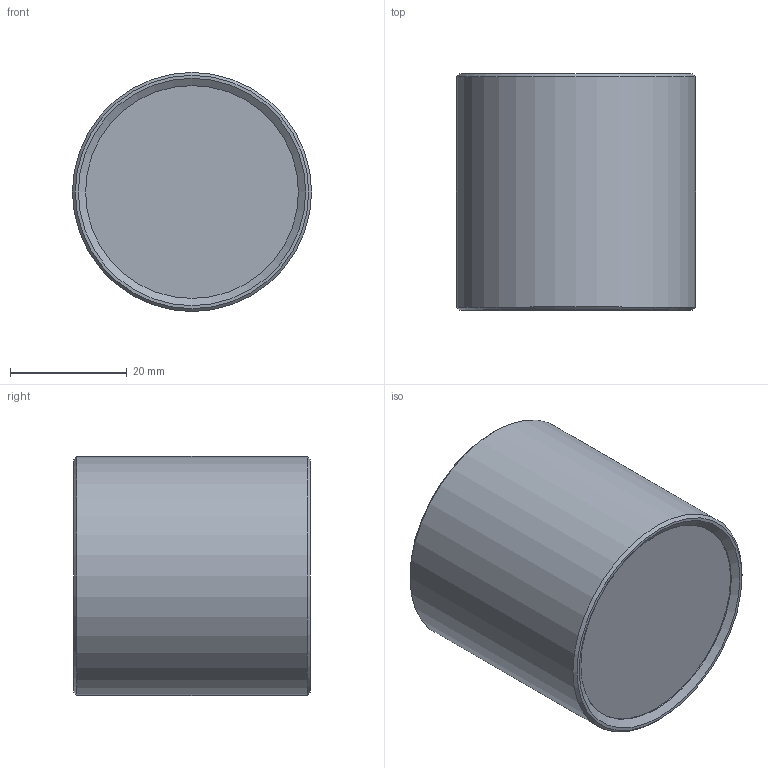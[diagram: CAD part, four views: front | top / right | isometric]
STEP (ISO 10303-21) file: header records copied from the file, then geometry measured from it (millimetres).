
FILE_DESCRIPTION (( 'STEP AP203' ), '1' );
FILE_NAME ('670034.STEP', '2025-05-23T04:03:53', ( 'Windows User' ), ( 'P R C' ), 'SwSTEP 2.0', 'SolidWorks 2020', '' );
FILE_SCHEMA (( 'CONFIG_CONTROL_DESIGN' ));
Length unit declared in the file: millimetre
Products named in the file (1): 670034
Bounding box: 41 x 40.5 x 41 mm (x, y, z)
Volume: 15448.6 mm3; surface area: 11906.6 mm2
Topology: 1 solids, 1 shells, 15 faces, 25 edges, 16 vertices
Faces by surface type: plane 6, cylinder 5, cone 4
Full cylindrical faces by diameter (mm): 35.5 x1, 36.5 x1, 37 x1, 38 x1, 41 x1
Entity records: 371 total; most frequent: DIRECTION 60, CARTESIAN_POINT 44, AXIS2_PLACEMENT_3D 30, EDGE_LOOP 28, ORIENTED_EDGE 28, FACE_OUTER_BOUND 20, ADVANCED_FACE 15, VERTEX_POINT 14
